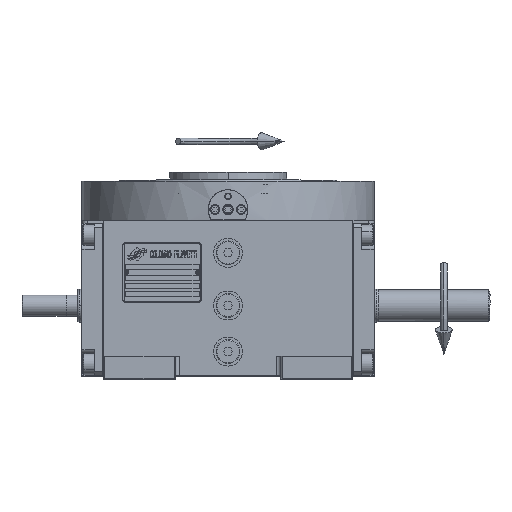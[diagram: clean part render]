
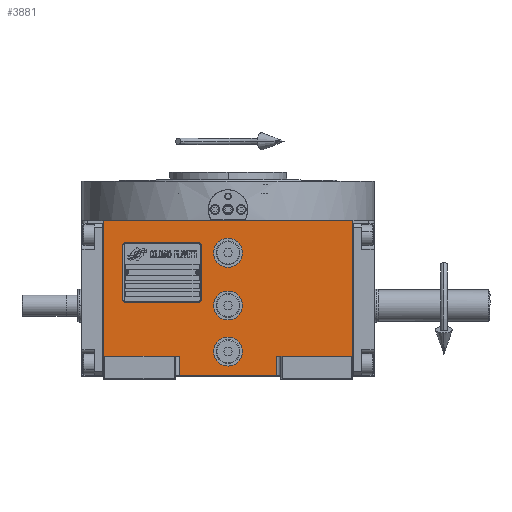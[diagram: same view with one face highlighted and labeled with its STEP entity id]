
A CAD part, top view. The second image highlights one B-rep face of the part: STEP entity #3881.
In plain terms, the highlighted planar face has unit normal (0, 0, 1).
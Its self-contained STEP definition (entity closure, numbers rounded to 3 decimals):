
#25 = CARTESIAN_POINT ( 'NONE',  ( 11., 40., 163.5 ) ) ;
#48 = PLANE ( 'NONE',  #8100 ) ;
#2331 = CARTESIAN_POINT ( 'NONE',  ( 11., 0., 163.5 ) ) ;
#2341 = ORIENTED_EDGE ( 'NONE', *, *, #68215, .F. ) ;
#2392 = EDGE_LOOP ( 'NONE', ( #26913, #28753 ) ) ;
#2413 = LINE ( 'NONE', #23722, #23609 ) ;
#3881 = ADVANCED_FACE ( 'NONE', ( #41543, #57935, #47813, #31816 ), #48, .T. ) ;
#4026 = CIRCLE ( 'NONE', #21874, 11. ) ;
#4082 = VECTOR ( 'NONE', #34120, 1000. ) ;
#4957 = ORIENTED_EDGE ( 'NONE', *, *, #53148, .T. ) ;
#5220 = DIRECTION ( 'NONE',  ( 1., 0., 0. ) ) ;
#8100 = AXIS2_PLACEMENT_3D ( 'NONE', #21313, #52360, #32145 ) ;
#8211 = DIRECTION ( 'NONE',  ( 0., 0., 1. ) ) ;
#8216 = VERTEX_POINT ( 'NONE', #46919 ) ;
#9625 = ORIENTED_EDGE ( 'NONE', *, *, #18862, .F. ) ;
#9679 = EDGE_CURVE ( 'NONE', #17588, #62897, #14457, .T. ) ;
#11204 = EDGE_CURVE ( 'NONE', #47415, #8216, #63698, .T. ) ;
#11932 = ORIENTED_EDGE ( 'NONE', *, *, #43509, .F. ) ;
#12778 = ORIENTED_EDGE ( 'NONE', *, *, #11204, .F. ) ;
#13092 = CARTESIAN_POINT ( 'NONE',  ( 0., 0., 163.5 ) ) ;
#13295 = DIRECTION ( 'NONE',  ( -1., 0., 0. ) ) ;
#13299 = VECTOR ( 'NONE', #54303, 1000. ) ;
#14453 = CARTESIAN_POINT ( 'NONE',  ( 0., -35., 163.5 ) ) ;
#14457 = CIRCLE ( 'NONE', #53427, 11. ) ;
#14911 = CARTESIAN_POINT ( 'NONE',  ( -37., -38.5, 163.5 ) ) ;
#15840 = CARTESIAN_POINT ( 'NONE',  ( 37., -53.5, 163.5 ) ) ;
#16244 = VERTEX_POINT ( 'NONE', #21558 ) ;
#16643 = LINE ( 'NONE', #33024, #13299 ) ;
#17588 = VERTEX_POINT ( 'NONE', #2331 ) ;
#18504 = VECTOR ( 'NONE', #22104, 1000. ) ;
#18539 = CARTESIAN_POINT ( 'NONE',  ( 0., 40., 163.5 ) ) ;
#18862 = EDGE_CURVE ( 'NONE', #16244, #57214, #60262, .T. ) ;
#20012 = VERTEX_POINT ( 'NONE', #65931 ) ;
#20099 = EDGE_CURVE ( 'NONE', #56884, #43610, #42552, .T. ) ;
#20259 = DIRECTION ( 'NONE',  ( 0., 0., 1. ) ) ;
#21293 = VERTEX_POINT ( 'NONE', #33198 ) ;
#21313 = CARTESIAN_POINT ( 'NONE',  ( -94.5, -53.5, 163.5 ) ) ;
#21558 = CARTESIAN_POINT ( 'NONE',  ( -37., -53.5, 163.5 ) ) ;
#21874 = AXIS2_PLACEMENT_3D ( 'NONE', #41277, #46180, #41628 ) ;
#22104 = DIRECTION ( 'NONE',  ( 0., 1., 0. ) ) ;
#23609 = VECTOR ( 'NONE', #43933, 1000. ) ;
#23722 = CARTESIAN_POINT ( 'NONE',  ( -94.5, -38.5, 163.5 ) ) ;
#24157 = DIRECTION ( 'NONE',  ( 1., 0., 0. ) ) ;
#25807 = EDGE_LOOP ( 'NONE', ( #2341, #12778 ) ) ;
#26507 = EDGE_CURVE ( 'NONE', #62897, #17588, #4026, .T. ) ;
#26707 = CARTESIAN_POINT ( 'NONE',  ( 94.5, 64.5, 163.5 ) ) ;
#26913 = ORIENTED_EDGE ( 'NONE', *, *, #9679, .F. ) ;
#27075 = CARTESIAN_POINT ( 'NONE',  ( -11., -35., 163.5 ) ) ;
#27599 = VERTEX_POINT ( 'NONE', #26707 ) ;
#27664 = LINE ( 'NONE', #33919, #18504 ) ;
#28753 = ORIENTED_EDGE ( 'NONE', *, *, #26507, .F. ) ;
#28989 = VECTOR ( 'NONE', #56938, 1000. ) ;
#29399 = EDGE_CURVE ( 'NONE', #54885, #27599, #27664, .T. ) ;
#29509 = AXIS2_PLACEMENT_3D ( 'NONE', #45717, #20259, #24157 ) ;
#31145 = ORIENTED_EDGE ( 'NONE', *, *, #40199, .T. ) ;
#31816 = FACE_OUTER_BOUND ( 'NONE', #64133, .T. ) ;
#32145 = DIRECTION ( 'NONE',  ( 1., 0., 0. ) ) ;
#32752 = LINE ( 'NONE', #58895, #34988 ) ;
#33024 = CARTESIAN_POINT ( 'NONE',  ( 37., -38.5, 163.5 ) ) ;
#33139 = EDGE_CURVE ( 'NONE', #21293, #39106, #2413, .T. ) ;
#33198 = CARTESIAN_POINT ( 'NONE',  ( -94.5, -38.5, 163.5 ) ) ;
#33919 = CARTESIAN_POINT ( 'NONE',  ( 94.5, -38.5, 163.5 ) ) ;
#34120 = DIRECTION ( 'NONE',  ( 0., 1., 0. ) ) ;
#34988 = VECTOR ( 'NONE', #5220, 1000. ) ;
#35118 = CARTESIAN_POINT ( 'NONE',  ( 0., -35., 163.5 ) ) ;
#36609 = ORIENTED_EDGE ( 'NONE', *, *, #29399, .T. ) ;
#36841 = ORIENTED_EDGE ( 'NONE', *, *, #50097, .F. ) ;
#37233 = VECTOR ( 'NONE', #62356, 1000. ) ;
#37419 = ORIENTED_EDGE ( 'NONE', *, *, #33139, .F. ) ;
#37605 = EDGE_CURVE ( 'NONE', #16244, #38953, #67599, .T. ) ;
#38596 = DIRECTION ( 'NONE',  ( 1., 0., 0. ) ) ;
#38953 = VERTEX_POINT ( 'NONE', #15840 ) ;
#39106 = VERTEX_POINT ( 'NONE', #51011 ) ;
#40199 = EDGE_CURVE ( 'NONE', #21293, #57214, #60186, .T. ) ;
#40475 = VECTOR ( 'NONE', #38596, 1000. ) ;
#41086 = CARTESIAN_POINT ( 'NONE',  ( -37., -53.5, 163.5 ) ) ;
#41277 = CARTESIAN_POINT ( 'NONE',  ( 0., 0., 163.5 ) ) ;
#41543 = FACE_BOUND ( 'NONE', #2392, .T. ) ;
#41628 = DIRECTION ( 'NONE',  ( -1., 0., 0. ) ) ;
#42552 = CIRCLE ( 'NONE', #59287, 11. ) ;
#43509 = EDGE_CURVE ( 'NONE', #43610, #56884, #66216, .T. ) ;
#43610 = VERTEX_POINT ( 'NONE', #25 ) ;
#43775 = ORIENTED_EDGE ( 'NONE', *, *, #20099, .F. ) ;
#43804 = CARTESIAN_POINT ( 'NONE',  ( -94.5, -38.5, 163.5 ) ) ;
#43933 = DIRECTION ( 'NONE',  ( 0., 1., 0. ) ) ;
#44746 = ORIENTED_EDGE ( 'NONE', *, *, #37605, .T. ) ;
#45545 = ORIENTED_EDGE ( 'NONE', *, *, #59249, .F. ) ;
#45591 = CARTESIAN_POINT ( 'NONE',  ( -11., 40., 163.5 ) ) ;
#45717 = CARTESIAN_POINT ( 'NONE',  ( 0., 40., 163.5 ) ) ;
#46129 = LINE ( 'NONE', #67403, #28989 ) ;
#46180 = DIRECTION ( 'NONE',  ( 0., 0., 1. ) ) ;
#46444 = EDGE_LOOP ( 'NONE', ( #11932, #43775 ) ) ;
#46518 = DIRECTION ( 'NONE',  ( 1., 0., 0. ) ) ;
#46919 = CARTESIAN_POINT ( 'NONE',  ( 11., -35., 163.5 ) ) ;
#47415 = VERTEX_POINT ( 'NONE', #27075 ) ;
#47813 = FACE_BOUND ( 'NONE', #46444, .T. ) ;
#47851 = AXIS2_PLACEMENT_3D ( 'NONE', #14453, #51743, #46518 ) ;
#50097 = EDGE_CURVE ( 'NONE', #20012, #38953, #16643, .T. ) ;
#50810 = DIRECTION ( 'NONE',  ( 0., 0., 1. ) ) ;
#51011 = CARTESIAN_POINT ( 'NONE',  ( -94.5, 64.5, 163.5 ) ) ;
#51743 = DIRECTION ( 'NONE',  ( 0., 0., 1. ) ) ;
#52360 = DIRECTION ( 'NONE',  ( 0., 0., 1. ) ) ;
#53148 = EDGE_CURVE ( 'NONE', #20012, #54885, #46129, .T. ) ;
#53427 = AXIS2_PLACEMENT_3D ( 'NONE', #13092, #8211, #66067 ) ;
#54303 = DIRECTION ( 'NONE',  ( 0., -1., 0. ) ) ;
#54885 = VERTEX_POINT ( 'NONE', #63757 ) ;
#55666 = CIRCLE ( 'NONE', #47851, 11. ) ;
#56389 = DIRECTION ( 'NONE',  ( -1., 0., 0. ) ) ;
#56884 = VERTEX_POINT ( 'NONE', #45591 ) ;
#56938 = DIRECTION ( 'NONE',  ( 1., 0., 0. ) ) ;
#57214 = VERTEX_POINT ( 'NONE', #14911 ) ;
#57935 = FACE_BOUND ( 'NONE', #25807, .T. ) ;
#58895 = CARTESIAN_POINT ( 'NONE',  ( -94.5, 64.5, 163.5 ) ) ;
#59249 = EDGE_CURVE ( 'NONE', #39106, #27599, #32752, .T. ) ;
#59287 = AXIS2_PLACEMENT_3D ( 'NONE', #18539, #61063, #13295 ) ;
#60123 = CARTESIAN_POINT ( 'NONE',  ( -11., 0., 163.5 ) ) ;
#60186 = LINE ( 'NONE', #43804, #40475 ) ;
#60262 = LINE ( 'NONE', #64794, #4082 ) ;
#61063 = DIRECTION ( 'NONE',  ( 0., 0., 1. ) ) ;
#62356 = DIRECTION ( 'NONE',  ( 1., 0., 0. ) ) ;
#62897 = VERTEX_POINT ( 'NONE', #60123 ) ;
#63698 = CIRCLE ( 'NONE', #68134, 11. ) ;
#63757 = CARTESIAN_POINT ( 'NONE',  ( 94.5, -38.5, 163.5 ) ) ;
#64133 = EDGE_LOOP ( 'NONE', ( #44746, #36841, #4957, #36609, #45545, #37419, #31145, #9625 ) ) ;
#64794 = CARTESIAN_POINT ( 'NONE',  ( -37., -53.5, 163.5 ) ) ;
#65931 = CARTESIAN_POINT ( 'NONE',  ( 37., -38.5, 163.5 ) ) ;
#66067 = DIRECTION ( 'NONE',  ( 1., 0., 0. ) ) ;
#66216 = CIRCLE ( 'NONE', #29509, 11. ) ;
#67403 = CARTESIAN_POINT ( 'NONE',  ( 37., -38.5, 163.5 ) ) ;
#67599 = LINE ( 'NONE', #41086, #37233 ) ;
#68134 = AXIS2_PLACEMENT_3D ( 'NONE', #35118, #50810, #56389 ) ;
#68215 = EDGE_CURVE ( 'NONE', #8216, #47415, #55666, .T. ) ;
